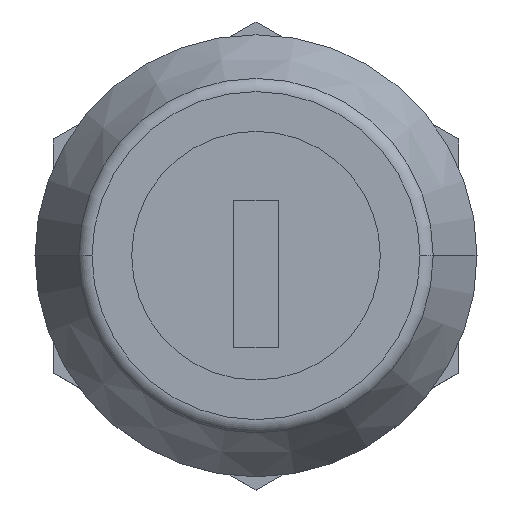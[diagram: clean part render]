
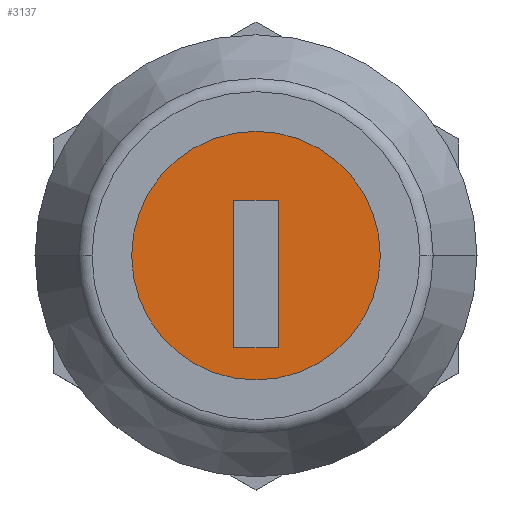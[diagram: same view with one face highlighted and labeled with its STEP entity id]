
A CAD part, top view. The second image highlights one B-rep face of the part: STEP entity #3137.
In plain terms, the highlighted planar face has unit normal (0, 0, 1).
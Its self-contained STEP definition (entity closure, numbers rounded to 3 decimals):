
#460 = CARTESIAN_POINT ( 'NONE',  ( 1.2, -5., 0. ) ) ;
#507 = VERTEX_POINT ( 'NONE', #2227 ) ;
#544 = VERTEX_POINT ( 'NONE', #460 ) ;
#592 = DIRECTION ( 'NONE',  ( 0., -1., 0. ) ) ;
#1120 = ORIENTED_EDGE ( 'NONE', *, *, #8370, .T. ) ;
#1200 = VECTOR ( 'NONE', #8034, 1000. ) ;
#1622 = LINE ( 'NONE', #10639, #1200 ) ;
#2227 = CARTESIAN_POINT ( 'NONE',  ( 7.6, 0., 0. ) ) ;
#2538 = CIRCLE ( 'NONE', #6983, 7.6 ) ;
#2555 = ORIENTED_EDGE ( 'NONE', *, *, #4759, .F. ) ;
#2596 = CARTESIAN_POINT ( 'NONE',  ( 0., 0., 0. ) ) ;
#2634 = DIRECTION ( 'NONE',  ( 1., 0., 0. ) ) ;
#2826 = VECTOR ( 'NONE', #10487, 1000. ) ;
#2890 = ORIENTED_EDGE ( 'NONE', *, *, #5207, .T. ) ;
#3113 = EDGE_CURVE ( 'NONE', #4431, #11045, #7419, .T. ) ;
#3137 = ADVANCED_FACE ( 'NONE', ( #11437, #4197 ), #8636, .T. ) ;
#3433 = CARTESIAN_POINT ( 'NONE',  ( -1.2, -5., 0. ) ) ;
#3485 = CARTESIAN_POINT ( 'NONE',  ( 0., 0., 0. ) ) ;
#3501 = CARTESIAN_POINT ( 'NONE',  ( 1.2, 3., 0. ) ) ;
#3615 = CARTESIAN_POINT ( 'NONE',  ( -1.2, 3., 0. ) ) ;
#3641 = VERTEX_POINT ( 'NONE', #3501 ) ;
#4197 = FACE_OUTER_BOUND ( 'NONE', #10234, .T. ) ;
#4431 = VERTEX_POINT ( 'NONE', #3615 ) ;
#4660 = LINE ( 'NONE', #8706, #2826 ) ;
#4759 = EDGE_CURVE ( 'NONE', #544, #3641, #4660, .T. ) ;
#4873 = CIRCLE ( 'NONE', #6636, 7.6 ) ;
#5207 = EDGE_CURVE ( 'NONE', #507, #7869, #2538, .T. ) ;
#5277 = DIRECTION ( 'NONE',  ( -1., 0., 0. ) ) ;
#5298 = EDGE_LOOP ( 'NONE', ( #2555, #8645, #10420, #9847 ) ) ;
#5304 = CARTESIAN_POINT ( 'NONE',  ( -7.6, 0., 0. ) ) ;
#6012 = VECTOR ( 'NONE', #592, 1000. ) ;
#6129 = DIRECTION ( 'NONE',  ( 0., 0., 1. ) ) ;
#6636 = AXIS2_PLACEMENT_3D ( 'NONE', #2596, #7096, #2634 ) ;
#6983 = AXIS2_PLACEMENT_3D ( 'NONE', #3485, #6129, #8852 ) ;
#7096 = DIRECTION ( 'NONE',  ( 0., 0., 1. ) ) ;
#7158 = DIRECTION ( 'NONE',  ( 0., 0., 1. ) ) ;
#7199 = DIRECTION ( 'NONE',  ( 1., 0., 0. ) ) ;
#7419 = LINE ( 'NONE', #9442, #6012 ) ;
#7869 = VERTEX_POINT ( 'NONE', #5304 ) ;
#7975 = CARTESIAN_POINT ( 'NONE',  ( 1.2, 3., 0. ) ) ;
#8034 = DIRECTION ( 'NONE',  ( 1., 0., 0. ) ) ;
#8197 = LINE ( 'NONE', #7975, #10973 ) ;
#8370 = EDGE_CURVE ( 'NONE', #7869, #507, #4873, .T. ) ;
#8636 = PLANE ( 'NONE',  #11361 ) ;
#8645 = ORIENTED_EDGE ( 'NONE', *, *, #10146, .F. ) ;
#8706 = CARTESIAN_POINT ( 'NONE',  ( 1.2, 3., 0. ) ) ;
#8814 = CARTESIAN_POINT ( 'NONE',  ( 0., 0., 0. ) ) ;
#8852 = DIRECTION ( 'NONE',  ( 1., 0., 0. ) ) ;
#9424 = EDGE_CURVE ( 'NONE', #3641, #4431, #8197, .T. ) ;
#9442 = CARTESIAN_POINT ( 'NONE',  ( -1.2, 3., 0. ) ) ;
#9847 = ORIENTED_EDGE ( 'NONE', *, *, #9424, .F. ) ;
#10146 = EDGE_CURVE ( 'NONE', #11045, #544, #1622, .T. ) ;
#10234 = EDGE_LOOP ( 'NONE', ( #2890, #1120 ) ) ;
#10420 = ORIENTED_EDGE ( 'NONE', *, *, #3113, .F. ) ;
#10487 = DIRECTION ( 'NONE',  ( 0., 1., 0. ) ) ;
#10639 = CARTESIAN_POINT ( 'NONE',  ( 1.2, -5., 0. ) ) ;
#10973 = VECTOR ( 'NONE', #5277, 1000. ) ;
#11045 = VERTEX_POINT ( 'NONE', #3433 ) ;
#11361 = AXIS2_PLACEMENT_3D ( 'NONE', #8814, #7158, #7199 ) ;
#11437 = FACE_BOUND ( 'NONE', #5298, .T. ) ;
